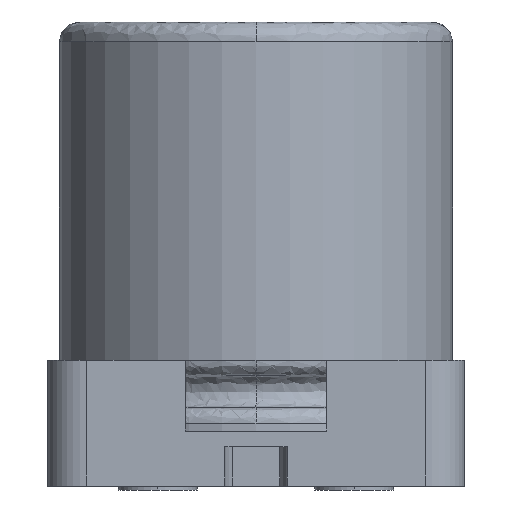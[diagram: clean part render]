
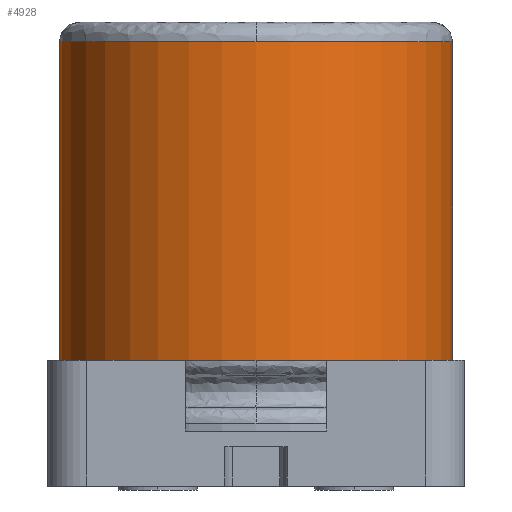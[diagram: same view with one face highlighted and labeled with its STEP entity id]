
A CAD part, left-side view. The second image highlights one B-rep face of the part: STEP entity #4928.
In plain terms, the highlighted cylindrical face has radius 2.5 mm (diameter 5 mm), a partial arc.
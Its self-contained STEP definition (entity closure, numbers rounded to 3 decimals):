
#92 = CARTESIAN_POINT ( 'NONE',  ( 0., 2.5, 1.6 ) ) ;
#280 = DIRECTION ( 'NONE',  ( 0., 0., -1. ) ) ;
#385 = DIRECTION ( 'NONE',  ( 0., 0., -1. ) ) ;
#403 = CARTESIAN_POINT ( 'NONE',  ( -2.5, 0., 5.65 ) ) ;
#481 = DIRECTION ( 'NONE',  ( 0., 0., -1. ) ) ;
#656 = LINE ( 'NONE', #3202, #6078 ) ;
#689 = EDGE_CURVE ( 'NONE', #5879, #4847, #6954, .T. ) ;
#976 = CYLINDRICAL_SURFACE ( 'NONE', #2202, 2.5 ) ;
#1192 = ORIENTED_EDGE ( 'NONE', *, *, #5764, .T. ) ;
#1709 = VERTEX_POINT ( 'NONE', #92 ) ;
#1868 = CARTESIAN_POINT ( 'NONE',  ( 0., -2.5, 1.6 ) ) ;
#1972 = CARTESIAN_POINT ( 'NONE',  ( 0., 0., 1.6 ) ) ;
#1982 = CARTESIAN_POINT ( 'NONE',  ( 0., 0., 3.625 ) ) ;
#2104 = CIRCLE ( 'NONE', #6902, 2.5 ) ;
#2202 = AXIS2_PLACEMENT_3D ( 'NONE', #1982, #280, #3163 ) ;
#2381 = AXIS2_PLACEMENT_3D ( 'NONE', #3926, #481, #4516 ) ;
#2414 = VERTEX_POINT ( 'NONE', #403 ) ;
#2423 = ORIENTED_EDGE ( 'NONE', *, *, #6084, .T. ) ;
#2541 = DIRECTION ( 'NONE',  ( 0., 1., 0. ) ) ;
#2697 = ORIENTED_EDGE ( 'NONE', *, *, #7170, .T. ) ;
#2927 = CARTESIAN_POINT ( 'NONE',  ( 0., 0., 5.65 ) ) ;
#2945 = EDGE_LOOP ( 'NONE', ( #5106, #3872, #2697, #2423, #1192, #6481 ) ) ;
#3040 = FACE_OUTER_BOUND ( 'NONE', #2945, .T. ) ;
#3054 = LINE ( 'NONE', #6725, #5959 ) ;
#3163 = DIRECTION ( 'NONE',  ( 0., 1., 0. ) ) ;
#3202 = CARTESIAN_POINT ( 'NONE',  ( 0., 2.5, 3.625 ) ) ;
#3284 = DIRECTION ( 'NONE',  ( 0., 0., 1. ) ) ;
#3486 = DIRECTION ( 'NONE',  ( 0., 1., 0. ) ) ;
#3872 = ORIENTED_EDGE ( 'NONE', *, *, #7068, .T. ) ;
#3926 = CARTESIAN_POINT ( 'NONE',  ( 0., 0., 5.65 ) ) ;
#4404 = AXIS2_PLACEMENT_3D ( 'NONE', #1972, #6000, #2541 ) ;
#4434 = EDGE_CURVE ( 'NONE', #4762, #4847, #3054, .T. ) ;
#4516 = DIRECTION ( 'NONE',  ( 0., 1., 0. ) ) ;
#4540 = CARTESIAN_POINT ( 'NONE',  ( 0., -2.5, 5.65 ) ) ;
#4762 = VERTEX_POINT ( 'NONE', #4540 ) ;
#4847 = VERTEX_POINT ( 'NONE', #1868 ) ;
#4869 = CIRCLE ( 'NONE', #7288, 2.5 ) ;
#4928 = ADVANCED_FACE ( 'NONE', ( #3040 ), #976, .T. ) ;
#5106 = ORIENTED_EDGE ( 'NONE', *, *, #4434, .F. ) ;
#5764 = EDGE_CURVE ( 'NONE', #1709, #5879, #4869, .T. ) ;
#5879 = VERTEX_POINT ( 'NONE', #6778 ) ;
#5959 = VECTOR ( 'NONE', #385, 1000. ) ;
#6000 = DIRECTION ( 'NONE',  ( 0., 0., 1. ) ) ;
#6078 = VECTOR ( 'NONE', #6682, 1000. ) ;
#6084 = EDGE_CURVE ( 'NONE', #6191, #1709, #656, .T. ) ;
#6191 = VERTEX_POINT ( 'NONE', #7405 ) ;
#6481 = ORIENTED_EDGE ( 'NONE', *, *, #689, .T. ) ;
#6502 = CIRCLE ( 'NONE', #2381, 2.5 ) ;
#6682 = DIRECTION ( 'NONE',  ( 0., 0., -1. ) ) ;
#6725 = CARTESIAN_POINT ( 'NONE',  ( 0., -2.5, 3.625 ) ) ;
#6757 = CARTESIAN_POINT ( 'NONE',  ( 0., 0., 1.6 ) ) ;
#6778 = CARTESIAN_POINT ( 'NONE',  ( -2.5, 0., 1.6 ) ) ;
#6902 = AXIS2_PLACEMENT_3D ( 'NONE', #2927, #6956, #3486 ) ;
#6954 = CIRCLE ( 'NONE', #4404, 2.5 ) ;
#6956 = DIRECTION ( 'NONE',  ( 0., 0., -1. ) ) ;
#7068 = EDGE_CURVE ( 'NONE', #4762, #2414, #2104, .T. ) ;
#7170 = EDGE_CURVE ( 'NONE', #2414, #6191, #6502, .T. ) ;
#7288 = AXIS2_PLACEMENT_3D ( 'NONE', #6757, #3284, #7342 ) ;
#7342 = DIRECTION ( 'NONE',  ( 0., 1., 0. ) ) ;
#7405 = CARTESIAN_POINT ( 'NONE',  ( 0., 2.5, 5.65 ) ) ;
